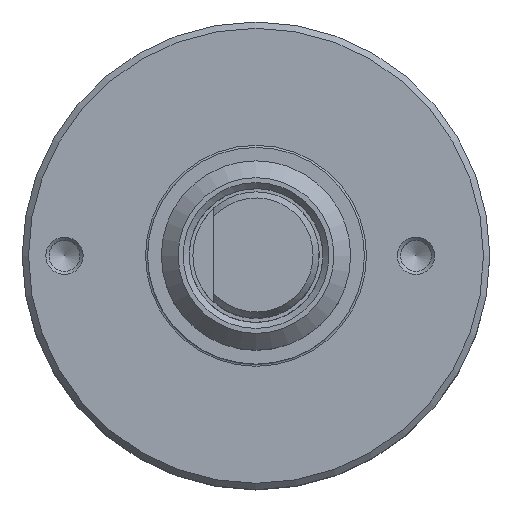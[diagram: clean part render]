
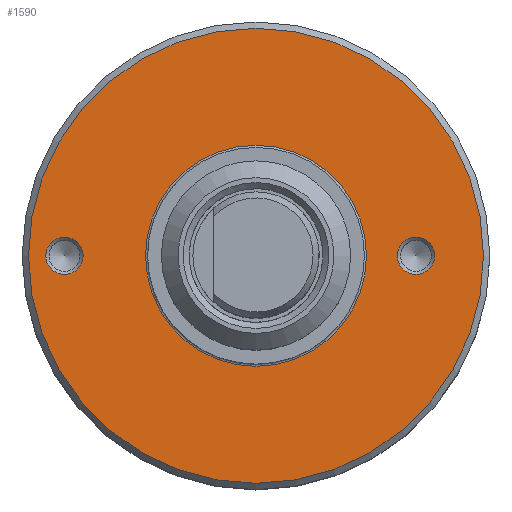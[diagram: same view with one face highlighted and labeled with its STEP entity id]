
A CAD part, top view. The second image highlights one B-rep face of the part: STEP entity #1590.
In plain terms, the highlighted planar face has unit normal (0, 0, 1).
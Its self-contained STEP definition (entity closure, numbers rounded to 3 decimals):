
#1590=ADVANCED_FACE('', (#1600,#1610,#1620,#1630), #1640, .T.);
#7060=AXIS2_PLACEMENT_3D('Ax2Pl3d', #7070, #7080, #7090);
#7100=AXIS2_PLACEMENT_3D('Ax2Pl3d', #7110, #7120, #7130);
#7140=AXIS2_PLACEMENT_3D('Ax2Pl3d', #7150, #7160, #7170);
#7180=AXIS2_PLACEMENT_3D('Ax2Pl3d', #7190, #7200, #7210);
#7220=AXIS2_PLACEMENT_3D('Ax2Pl3d', #7230, #7240, #7250);
#7070=CARTESIAN_POINT('HicPkt', (0.,0.,0.));
#11890=CARTESIAN_POINT('', (-5.25,0.,0.));
#7110=CARTESIAN_POINT('HicPkt', (-10.81,0.,0.));
#7150=CARTESIAN_POINT('HicPkt', (0.,0.,0.));
#11900=CARTESIAN_POINT('', (-10.81,0.,0.));
#7190=CARTESIAN_POINT('HicPkt', (-9.1,0.,0.));
#11910=CARTESIAN_POINT('', (-8.215,0.,0.));
#7230=CARTESIAN_POINT('HicPkt', (7.6,0.,0.));
#11920=CARTESIAN_POINT('', (6.715,0.,0.));
#12840=CIRCLE('Circle', #7060, 5.25);
#12850=CIRCLE('Circle', #7140, 10.81);
#12860=CIRCLE('Circle', #7180, 0.885);
#12870=CIRCLE('Circle', #7220, 0.885);
#7080=DIRECTION('Axis', (0.,0.,1.));
#7090=DIRECTION('RefDirection', (1.,0.,-0.));
#7120=DIRECTION('Axis', (0.,0.,1.));
#7130=DIRECTION('RefDirection', (1.,0.,-0.));
#7160=DIRECTION('Axis', (0.,0.,1.));
#7170=DIRECTION('RefDirection', (1.,0.,-0.));
#7200=DIRECTION('Axis', (0.,0.,-1.));
#7210=DIRECTION('RefDirection', (-1.,-0.,0.));
#7240=DIRECTION('Axis', (0.,0.,-1.));
#7250=DIRECTION('RefDirection', (-1.,-0.,0.));
#16730=EDGE_CURVE('', #16740, #16740, #12840, .T.);
#16750=EDGE_CURVE('', #16760, #16760, #12850, .T.);
#16770=EDGE_CURVE('', #16780, #16780, #12860, .T.);
#16790=EDGE_CURVE('', #16800, #16800, #12870, .T.);
#19180=EDGE_LOOP('Edge_loop', (#19190));
#19200=EDGE_LOOP('Edge_loop', (#19210));
#19220=EDGE_LOOP('Edge_loop', (#19230));
#19240=EDGE_LOOP('Edge_loop', (#19250));
#1610=FACE_BOUND('', #19200, .T.);
#1620=FACE_BOUND('', #19220, .T.);
#1630=FACE_BOUND('', #19240, .T.);
#1600=FACE_OUTER_BOUND('Face_outer_bound', #19180, .T.);
#19190=ORIENTED_EDGE('', *, *, #16750, .T.);
#19210=ORIENTED_EDGE('', *, *, #16730, .F.);
#19230=ORIENTED_EDGE('', *, *, #16770, .T.);
#19250=ORIENTED_EDGE('', *, *, #16790, .T.);
#1640=PLANE('Plane', #7100);
#16740=VERTEX_POINT('', #11890);
#16760=VERTEX_POINT('', #11900);
#16780=VERTEX_POINT('', #11910);
#16800=VERTEX_POINT('', #11920);
